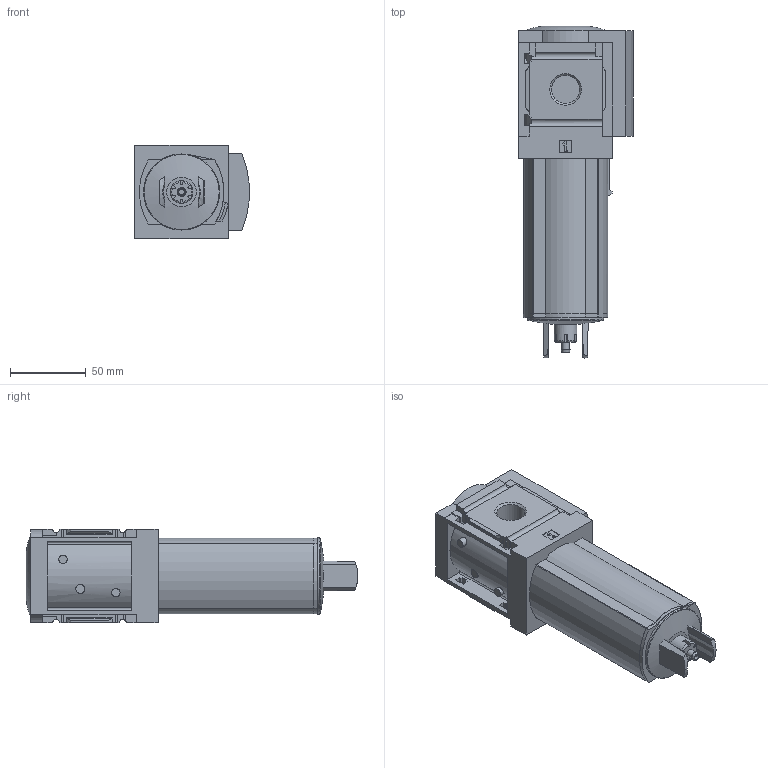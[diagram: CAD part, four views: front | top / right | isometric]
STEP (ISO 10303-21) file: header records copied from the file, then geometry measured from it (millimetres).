
FILE_DESCRIPTION(/* description */ ('STEP AP214'),/* implementation_level */ '2;1');
FILE_NAME(/* name */ '529619_MS6-LF-1_2-EUM',/* time_stamp */ '2024-09-10T16:44:15+02:00',/* author */ ('License CC BY-ND 4.0'),/* organization */ ('CADENAS'),/* preprocessor_version */ 'ST-DEVELOPER v19.3',/* originating_system */ 'PARTsolutions',/* authorisation */ ' ');
FILE_SCHEMA (('AUTOMOTIVE_DESIGN {1 0 10303 214 3 1 1}'));
Length unit declared in the file: millimetre
Products named in the file (3): 529619 MS6-LF-1/2-EUM; 527668 MS6-LF-1/2-E-UM0---(d); KOND MS6-2-1
Assembly tree (2 placements, depth 2):
  529619 MS6-LF-1/2-EUM
    527668 MS6-LF-1/2-E-UM0---(d)
    KOND MS6-2-1
Bounding box: 75.8 x 219.83 x 62 mm (x, y, z)
Volume: 594731 mm3; surface area: 60730.6 mm2
Topology: 2 solids, 2 shells, 299 faces, 825 edges, 546 vertices
Faces by surface type: plane 207, cylinder 72, torus 10, cone 9, sphere 1
Full cylindrical faces by diameter (mm): 3.8 x1, 5 x1, 5.5 x2, 10 x1, 15 x1, 18.631 x2, 50.36 x1
Entity records: 11333 total; most frequent: CARTESIAN_POINT 1730, DIRECTION 1607, ORIENTED_EDGE 1606, EDGE_CURVE 803, LINE 567, VECTOR 567, VERTEX_POINT 541, AXIS2_PLACEMENT_3D 520
